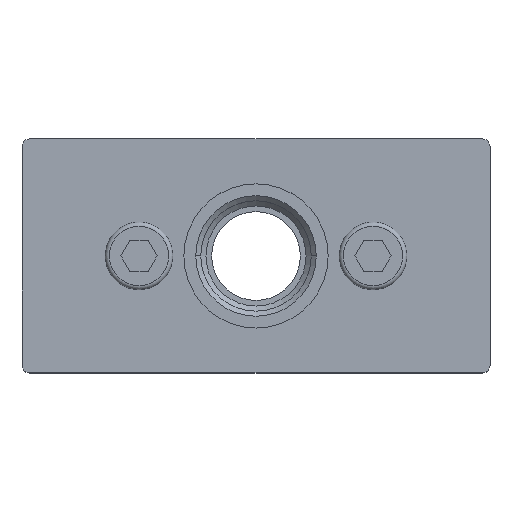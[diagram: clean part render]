
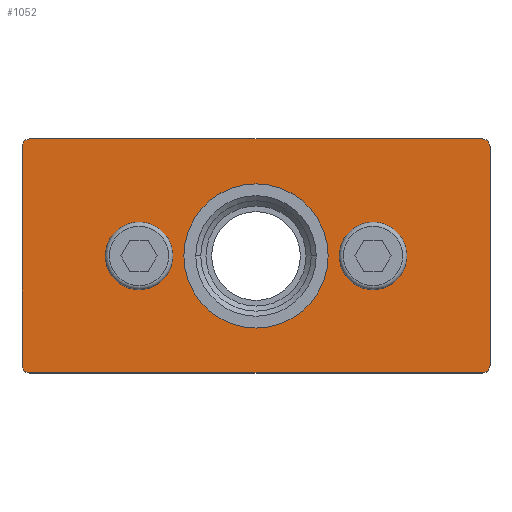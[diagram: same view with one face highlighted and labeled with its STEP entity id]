
A CAD part, top view. The second image highlights one B-rep face of the part: STEP entity #1052.
In plain terms, the highlighted planar face has unit normal (0, 0, 1).
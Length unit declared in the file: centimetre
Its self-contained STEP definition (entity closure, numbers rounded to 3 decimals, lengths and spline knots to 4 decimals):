
#48=FACE_BOUND('',#218,.T.);
#49=FACE_BOUND('',#219,.T.);
#50=FACE_BOUND('',#220,.T.);
#82=PLANE('',#1171);
#140=FACE_OUTER_BOUND('',#217,.T.);
#217=EDGE_LOOP('',(#940,#941,#942,#943,#944,#945,#946,#947));
#218=EDGE_LOOP('',(#948,#949));
#219=EDGE_LOOP('',(#950));
#220=EDGE_LOOP('',(#951));
#293=LINE('',#1731,#380);
#297=LINE('',#1740,#384);
#307=LINE('',#1790,#394);
#308=LINE('',#1793,#395);
#380=VECTOR('',#1413,1.);
#384=VECTOR('',#1423,1.);
#394=VECTOR('',#1481,1.);
#395=VECTOR('',#1484,1.);
#438=CIRCLE('',#1146,1.5);
#439=CIRCLE('',#1149,1.5);
#448=CIRCLE('',#1164,13.8684);
#451=CIRCLE('',#1169,13.8684);
#452=CIRCLE('',#1172,1.5);
#453=CIRCLE('',#1173,1.5);
#454=CIRCLE('',#1174,4.5);
#455=CIRCLE('',#1175,4.5);
#527=VERTEX_POINT('',#1728);
#528=VERTEX_POINT('',#1730);
#529=VERTEX_POINT('',#1734);
#530=VERTEX_POINT('',#1738);
#531=VERTEX_POINT('',#1742);
#543=VERTEX_POINT('',#1776);
#544=VERTEX_POINT('',#1778);
#545=VERTEX_POINT('',#1788);
#546=VERTEX_POINT('',#1789);
#547=VERTEX_POINT('',#1792);
#548=VERTEX_POINT('',#1795);
#549=VERTEX_POINT('',#1797);
#653=EDGE_CURVE('',#528,#527,#293,.T.);
#656=EDGE_CURVE('',#527,#529,#438,.T.);
#658=EDGE_CURVE('',#529,#530,#297,.T.);
#660=EDGE_CURVE('',#530,#531,#439,.T.);
#676=EDGE_CURVE('',#544,#543,#448,.T.);
#680=EDGE_CURVE('',#543,#544,#451,.T.);
#681=EDGE_CURVE('',#545,#546,#307,.T.);
#682=EDGE_CURVE('',#546,#528,#452,.T.);
#683=EDGE_CURVE('',#531,#547,#308,.T.);
#684=EDGE_CURVE('',#547,#545,#453,.T.);
#685=EDGE_CURVE('',#548,#548,#454,.T.);
#686=EDGE_CURVE('',#549,#549,#455,.T.);
#940=ORIENTED_EDGE('',*,*,#681,.T.);
#941=ORIENTED_EDGE('',*,*,#682,.T.);
#942=ORIENTED_EDGE('',*,*,#653,.T.);
#943=ORIENTED_EDGE('',*,*,#656,.T.);
#944=ORIENTED_EDGE('',*,*,#658,.T.);
#945=ORIENTED_EDGE('',*,*,#660,.T.);
#946=ORIENTED_EDGE('',*,*,#683,.T.);
#947=ORIENTED_EDGE('',*,*,#684,.T.);
#948=ORIENTED_EDGE('',*,*,#676,.T.);
#949=ORIENTED_EDGE('',*,*,#680,.T.);
#950=ORIENTED_EDGE('',*,*,#685,.T.);
#951=ORIENTED_EDGE('',*,*,#686,.T.);
#1052=ADVANCED_FACE('',(#140,#48,#49,#50),#82,.T.);
#1146=AXIS2_PLACEMENT_3D('',#1736,#1418,#1419);
#1149=AXIS2_PLACEMENT_3D('',#1744,#1427,#1428);
#1164=AXIS2_PLACEMENT_3D('',#1779,#1464,#1465);
#1169=AXIS2_PLACEMENT_3D('',#1785,#1475,#1476);
#1171=AXIS2_PLACEMENT_3D('',#1787,#1479,#1480);
#1172=AXIS2_PLACEMENT_3D('',#1791,#1482,#1483);
#1173=AXIS2_PLACEMENT_3D('',#1794,#1485,#1486);
#1174=AXIS2_PLACEMENT_3D('',#1796,#1487,#1488);
#1175=AXIS2_PLACEMENT_3D('',#1798,#1489,#1490);
#1413=DIRECTION('',(0.,1.,0.));
#1418=DIRECTION('center_axis',(0.,0.,1.));
#1419=DIRECTION('ref_axis',(1.,0.,0.));
#1423=DIRECTION('',(-1.,0.,0.));
#1427=DIRECTION('center_axis',(0.,0.,1.));
#1428=DIRECTION('ref_axis',(0.,1.,0.));
#1464=DIRECTION('center_axis',(0.,0.,-1.));
#1465=DIRECTION('ref_axis',(-1.,0.,0.));
#1475=DIRECTION('center_axis',(0.,0.,-1.));
#1476=DIRECTION('ref_axis',(-1.,0.,0.));
#1479=DIRECTION('center_axis',(0.,0.,1.));
#1480=DIRECTION('ref_axis',(0.,-1.,0.));
#1481=DIRECTION('',(1.,0.,0.));
#1482=DIRECTION('center_axis',(0.,0.,1.));
#1483=DIRECTION('ref_axis',(0.,-1.,0.));
#1484=DIRECTION('',(0.,-1.,0.));
#1485=DIRECTION('center_axis',(0.,0.,1.));
#1486=DIRECTION('ref_axis',(-1.,0.,0.));
#1487=DIRECTION('center_axis',(0.,0.,-1.));
#1488=DIRECTION('ref_axis',(-1.,0.,0.));
#1489=DIRECTION('center_axis',(0.,0.,-1.));
#1490=DIRECTION('ref_axis',(-1.,0.,0.));
#1728=CARTESIAN_POINT('',(90.,43.5,14.));
#1730=CARTESIAN_POINT('',(90.,1.5,14.));
#1731=CARTESIAN_POINT('',(90.,1.5,14.));
#1734=CARTESIAN_POINT('',(88.5,45.,14.));
#1736=CARTESIAN_POINT('Origin',(88.5,43.5,14.));
#1738=CARTESIAN_POINT('',(1.5,45.,14.));
#1740=CARTESIAN_POINT('',(88.5,45.,14.));
#1742=CARTESIAN_POINT('',(0.,43.5,14.));
#1744=CARTESIAN_POINT('Origin',(1.5,43.5,14.));
#1776=CARTESIAN_POINT('',(58.8684,22.5,14.));
#1778=CARTESIAN_POINT('',(31.1316,22.5,14.));
#1779=CARTESIAN_POINT('Origin',(45.,22.5,14.));
#1785=CARTESIAN_POINT('Origin',(45.,22.5,14.));
#1787=CARTESIAN_POINT('Origin',(30.,41.55,14.));
#1788=CARTESIAN_POINT('',(1.5,0.,14.));
#1789=CARTESIAN_POINT('',(88.5,0.,14.));
#1790=CARTESIAN_POINT('',(1.5,0.,14.));
#1791=CARTESIAN_POINT('Origin',(88.5,1.5,14.));
#1792=CARTESIAN_POINT('',(0.,1.5,14.));
#1793=CARTESIAN_POINT('',(0.,66.,14.));
#1794=CARTESIAN_POINT('Origin',(1.5,1.5,14.));
#1795=CARTESIAN_POINT('',(72.,22.5,14.));
#1796=CARTESIAN_POINT('Origin',(67.5,22.5,14.));
#1797=CARTESIAN_POINT('',(27.,22.5,14.));
#1798=CARTESIAN_POINT('Origin',(22.5,22.5,14.));
